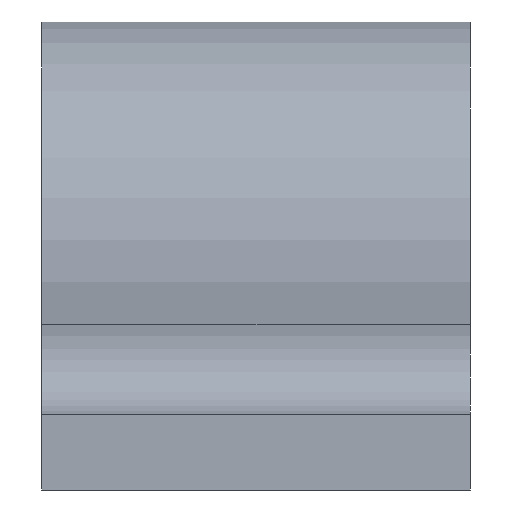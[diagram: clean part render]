
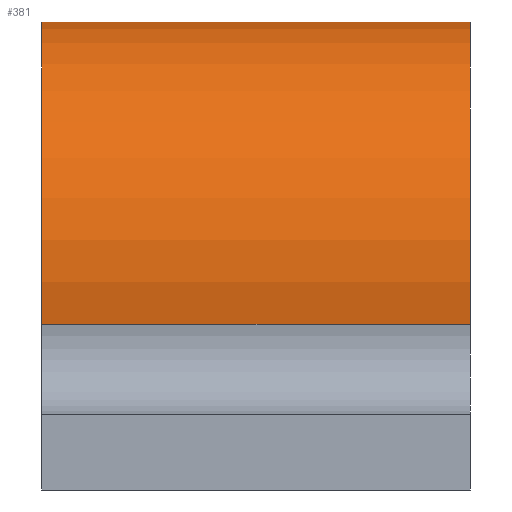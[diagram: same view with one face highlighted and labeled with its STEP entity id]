
A CAD part, left-side view. The second image highlights one B-rep face of the part: STEP entity #381.
In plain terms, the highlighted cylindrical face has radius 10.675 mm (diameter 21.35 mm), a partial arc.
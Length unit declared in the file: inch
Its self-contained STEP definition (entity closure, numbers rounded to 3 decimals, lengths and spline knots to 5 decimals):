
#25=LINE('',#638,#43);
#26=LINE('',#642,#44);
#43=VECTOR('',#532,0.3937);
#44=VECTOR('',#537,0.3937);
#103=FACE_OUTER_BOUND('',#146,.T.);
#146=EDGE_LOOP('',(#318,#319,#320,#321));
#179=CIRCLE('',#426,0.42028);
#183=CIRCLE('',#435,0.42028);
#208=VERTEX_POINT('',#613);
#209=VERTEX_POINT('',#615);
#216=VERTEX_POINT('',#636);
#217=VERTEX_POINT('',#640);
#244=EDGE_CURVE('',#208,#209,#179,.T.);
#255=EDGE_CURVE('',#216,#208,#25,.T.);
#256=EDGE_CURVE('',#217,#216,#183,.T.);
#257=EDGE_CURVE('',#217,#209,#26,.T.);
#318=ORIENTED_EDGE('',*,*,#255,.F.);
#319=ORIENTED_EDGE('',*,*,#256,.F.);
#320=ORIENTED_EDGE('',*,*,#257,.T.);
#321=ORIENTED_EDGE('',*,*,#244,.F.);
#364=CYLINDRICAL_SURFACE('',#434,0.42028);
#381=ADVANCED_FACE('',(#103),#364,.T.);
#426=AXIS2_PLACEMENT_3D('',#616,#509,#510);
#434=AXIS2_PLACEMENT_3D('',#639,#533,#534);
#435=AXIS2_PLACEMENT_3D('',#641,#535,#536);
#509=DIRECTION('center_axis',(0.,-1.,0.));
#510=DIRECTION('ref_axis',(0.98,0.,-0.198));
#532=DIRECTION('',(0.,-1.,0.));
#533=DIRECTION('center_axis',(0.,1.,0.));
#534=DIRECTION('ref_axis',(0.98,0.,0.198));
#535=DIRECTION('center_axis',(0.,1.,0.));
#536=DIRECTION('ref_axis',(0.98,0.,0.198));
#537=DIRECTION('',(0.,-1.,0.));
#613=CARTESIAN_POINT('',(0.41198,-0.1,-0.08307));
#615=CARTESIAN_POINT('',(-0.41198,-0.1,-0.08307));
#616=CARTESIAN_POINT('Origin',(0.,-0.1,0.));
#636=CARTESIAN_POINT('',(0.41198,0.61024,-0.08307));
#638=CARTESIAN_POINT('',(0.41198,0.,-0.08307));
#639=CARTESIAN_POINT('Origin',(0.,0.,0.));
#640=CARTESIAN_POINT('',(-0.41198,0.61024,-0.08307));
#641=CARTESIAN_POINT('Origin',(0.,0.61024,0.));
#642=CARTESIAN_POINT('',(-0.41198,0.,-0.08307));
